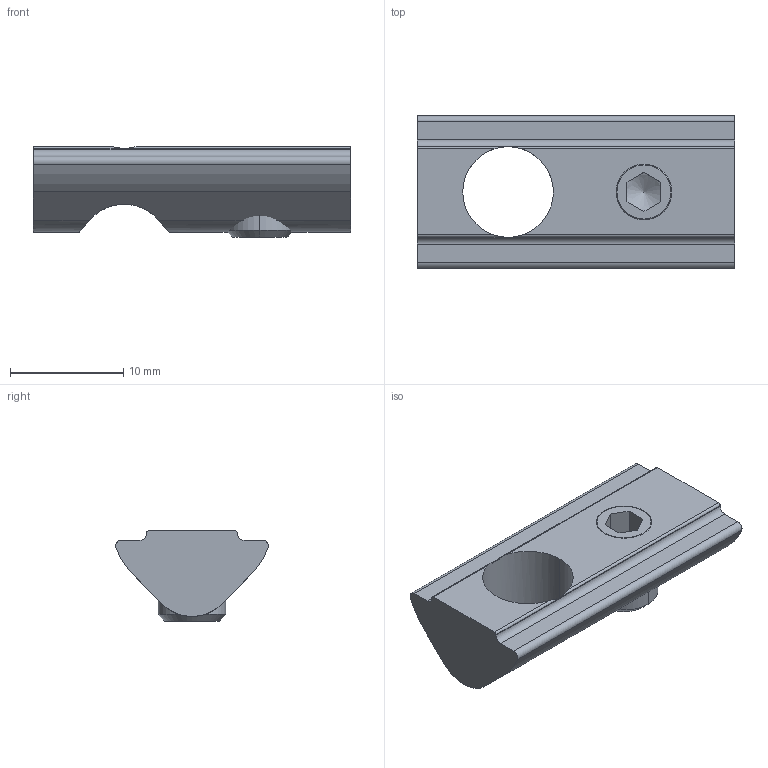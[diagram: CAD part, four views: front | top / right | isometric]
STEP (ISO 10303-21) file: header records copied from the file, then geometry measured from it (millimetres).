
FILE_DESCRIPTION((''),'2;1');
FILE_NAME('SV2152V.stp','2009-11-25T09:50:43',(''),(''),'Mechanical Desktop 2007','Mechanical Desktop 2007',', , ');
FILE_SCHEMA(('CONFIG_CONTROL_DESIGN'));
Length unit declared in the file: millimetre
Products named in the file (2): SV2152VA; SV2152V
Assembly tree (1 placements, depth 2):
  SV2152VA
    SV2152V
Bounding box: 28 x 13.47 x 8 mm (x, y, z)
Volume: 1623.9 mm3; surface area: 1444.8 mm2
Topology: 2 solids, 2 shells, 40 faces, 109 edges, 71 vertices
Faces by surface type: plane 19, cylinder 15, cone 5, bspline 1
Entity records: 1560 total; most frequent: CARTESIAN_POINT 442, ORIENTED_EDGE 216, DIRECTION 208, EDGE_CURVE 108, AXIS2_PLACEMENT_3D 74, VERTEX_POINT 72, VECTOR 60, LINE 60
